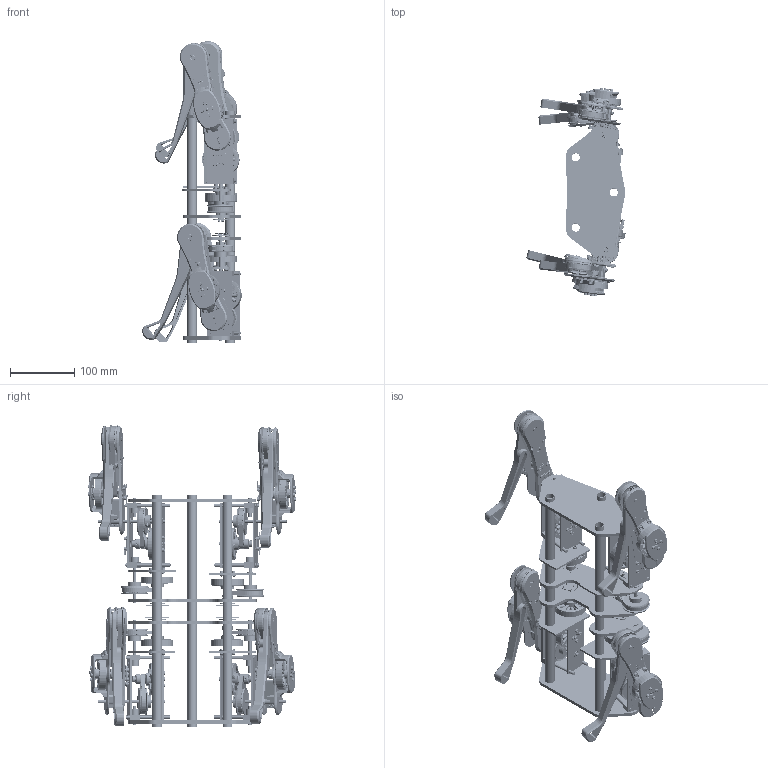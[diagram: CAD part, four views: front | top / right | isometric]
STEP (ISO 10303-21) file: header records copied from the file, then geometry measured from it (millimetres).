
FILE_DESCRIPTION(/* description */ ('Alibre Inc.'),/* implementation_level */ '2;1');
FILE_NAME(/* name */ 'export0',/* time_stamp */ '2020-10-02T01:22:08+03:00',/* author */ (''),/* organization */ (''),/* preprocessor_version */ 'ST-DEVELOPER v17',/* originating_system */ 'Alibre',/* authorisation */ '');
FILE_SCHEMA (('CONFIG_CONTROL_DESIGN'));
Length unit declared in the file: millimetre
Products named in the file (34): ID_1; ID_2; ID_3; ID_4; ID_5; ID_6; ID_7; ID_8; ID_9; ID_10; ID_11; ID_12; ID_13; ID_14; ID_15; ID_16; ID_17; ID_18; ID_19; ID_20; ID_21; ID_22; ID_23; ID_24; ID_25; ID_26; ID_27; ID_28; ID_29; ID_30
Bounding box: 154.27 x 324.07 x 467.84 mm (x, y, z)
Volume: 1295733.4 mm3; surface area: 926476.5 mm2
Topology: 408 solids, 408 shells, 14055 faces, 33373 edges, 20566 vertices
Faces by surface type: plane 6896, cylinder 5947, cone 1060, torus 76, bspline 56, sphere 12, extrusion 8
Full cylindrical faces by diameter (mm): 1 x84, 2 x64, 2.5 x96, 3 x260, 3.5 x4, 4 x96, 4.1 x8, 5 x161, 5.5 x104, 6.5 x4, 7 x8, 7.5 x4, 10 x84, 12.1 x4, 12.945 x8, 13 x3, 15 x17, 15.16 x12, 16 x24, 18 x8, 20 x24, 21 x4, 25 x12, 47.5 x12, 50 x24
Entity records: 48159 total; most frequent: CARTESIAN_POINT 9835, ORIENTED_EDGE 6678, DIRECTION 6552, EDGE_CURVE 3327, AXIS2_PLACEMENT_3D 2831, VERTEX_POINT 2178, EDGE_LOOP 1867, FACE_BOUND 1867
